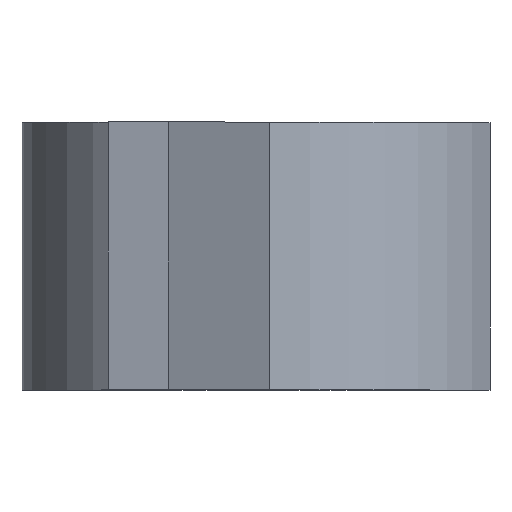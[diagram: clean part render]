
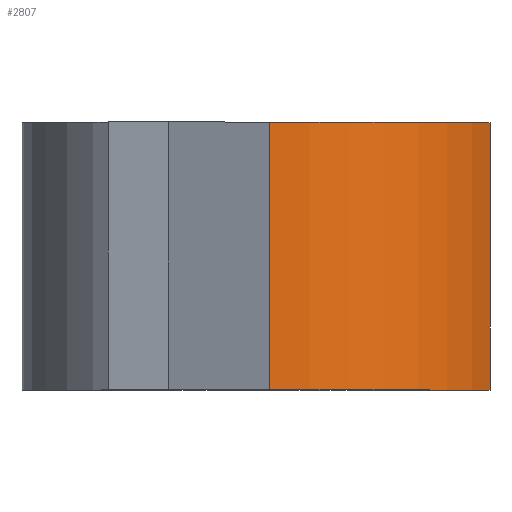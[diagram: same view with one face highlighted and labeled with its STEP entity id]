
A CAD part, top view. The second image highlights one B-rep face of the part: STEP entity #2807.
In plain terms, the highlighted cylindrical face has radius 8.43 mm (diameter 16.86 mm), a partial arc.
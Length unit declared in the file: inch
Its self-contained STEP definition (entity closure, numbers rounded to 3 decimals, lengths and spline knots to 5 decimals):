
#2335=CARTESIAN_POINT('',(0.01906,0.18248,0.85213));
#2336=VERTEX_POINT('',#2335);
#2343=CARTESIAN_POINT('',(0.31941,0.18248,0.64731));
#2344=VERTEX_POINT('',#2343);
#2345=CARTESIAN_POINT('',(0.01278,0.18248,0.5203));
#2346=DIRECTION('',(0.0,-1.0,0.0));
#2347=DIRECTION('',(0.924,0.0,0.383));
#2348=AXIS2_PLACEMENT_3D('',#2345,#2346,#2347);
#2349=CIRCLE('',#2348,0.33189);
#2350=EDGE_CURVE('',#2344,#2336,#2349,.T.);
#2484=CARTESIAN_POINT('',(0.31941,-0.18248,0.64731));
#2485=VERTEX_POINT('',#2484);
#2486=CARTESIAN_POINT('',(0.31941,0.18248,0.64731));
#2487=DIRECTION('',(0.0,-1.0,0.0));
#2488=VECTOR('',#2487,0.36496);
#2489=LINE('',#2486,#2488);
#2490=EDGE_CURVE('',#2344,#2485,#2489,.T.);
#2537=CARTESIAN_POINT('',(0.01906,-0.18248,0.85213));
#2538=VERTEX_POINT('',#2537);
#2539=CARTESIAN_POINT('',(0.01278,-0.18248,0.5203));
#2540=DIRECTION('',(0.0,1.0,0.0));
#2541=DIRECTION('',(0.924,0.0,0.383));
#2542=AXIS2_PLACEMENT_3D('',#2539,#2540,#2541);
#2543=CIRCLE('',#2542,0.33189);
#2544=EDGE_CURVE('',#2538,#2485,#2543,.T.);
#2785=CARTESIAN_POINT('',(0.01906,0.18248,0.85213));
#2786=DIRECTION('',(0.0,-1.0,0.0));
#2787=VECTOR('',#2786,0.36496);
#2788=LINE('',#2785,#2787);
#2789=EDGE_CURVE('',#2336,#2538,#2788,.T.);
#2796=CARTESIAN_POINT('',(0.01278,0.20073,0.5203));
#2797=DIRECTION('',(0.0,-1.0,0.0));
#2798=DIRECTION('',(-0.563,0.0,-0.826));
#2799=AXIS2_PLACEMENT_3D('',#2796,#2797,#2798);
#2800=CYLINDRICAL_SURFACE('',#2799,0.33189);
#2801=ORIENTED_EDGE('',*,*,#2544,.T.);
#2802=ORIENTED_EDGE('',*,*,#2490,.F.);
#2803=ORIENTED_EDGE('',*,*,#2350,.T.);
#2804=ORIENTED_EDGE('',*,*,#2789,.T.);
#2805=EDGE_LOOP('',(#2801,#2802,#2803,#2804));
#2806=FACE_OUTER_BOUND('',#2805,.T.);
#2807=ADVANCED_FACE('',(#2806),#2800,.T.);
